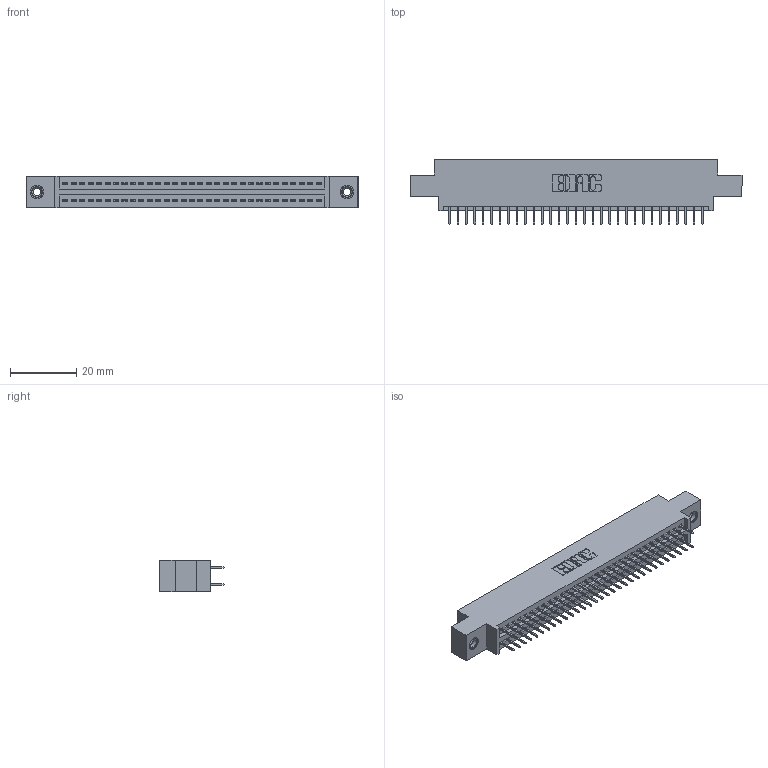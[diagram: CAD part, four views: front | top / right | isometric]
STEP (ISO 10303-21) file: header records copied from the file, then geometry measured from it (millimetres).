
FILE_DESCRIPTION (( 'STEP AP203' ), '1' );
FILE_NAME ('395-062-524-808.STEP', '2019-10-23T15:54:43', ( '' ), ( '' ), 'SwSTEP 2.0', 'SolidWorks 2016', '' );
FILE_SCHEMA (( 'CONFIG_CONTROL_DESIGN' ));
Length unit declared in the file: inch
Products named in the file (4): 345 Part_0.170 Offset - 0.156 Dia-TI; 345-292-001_345-293-124; 345-250-001_345-250-003-102; 395-062-524-808
Assembly tree (65 placements, depth 2):
  395-062-524-808
    345 Part_0.170 Offset - 0.156 Dia-TI
    345-292-001_345-293-124  x62
    345-250-001_345-250-003-102  x2
Bounding box: 99.95 x 19.35 x 9.4 mm (x, y, z)
Volume: 9393.3 mm3; surface area: 13581.1 mm2
Topology: 65 solids, 65 shells, 3538 faces, 9975 edges, 6394 vertices
Faces by surface type: plane 2534, cylinder 988, cone 12, torus 4
Entity records: 27196 total; most frequent: CARTESIAN_POINT 4551, ORIENTED_EDGE 4478, DIRECTION 4053, EDGE_CURVE 2239, VECTOR 1967, LINE 1967, VERTEX_POINT 1484, AXIS2_PLACEMENT_3D 1043
